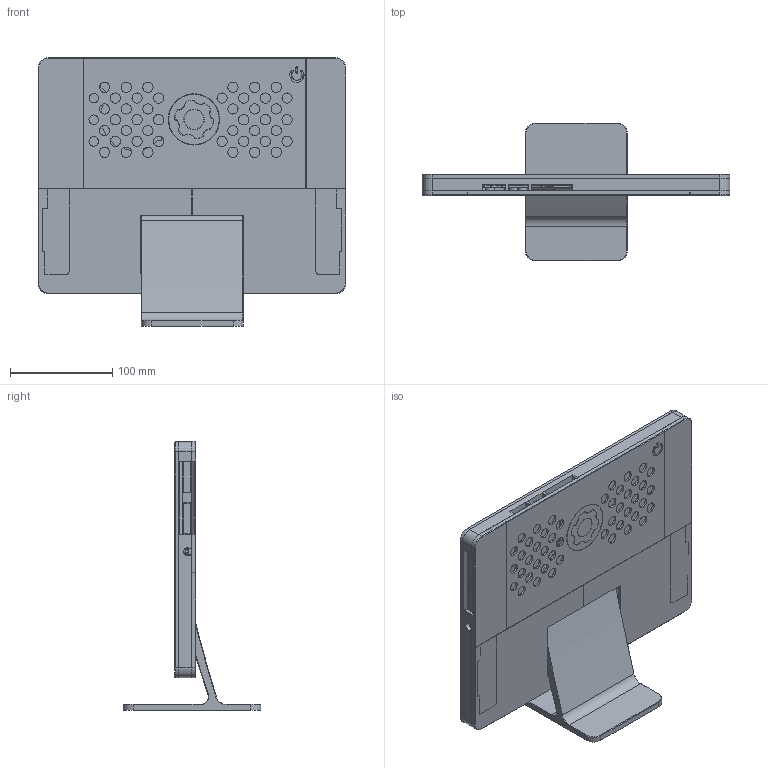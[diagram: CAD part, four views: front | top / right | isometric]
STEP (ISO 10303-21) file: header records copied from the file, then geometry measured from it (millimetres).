
FILE_DESCRIPTION(('HOOPS Exchange Step'),'2;1');
FILE_NAME('temp_export','2023-01-28T08:58:14-05:00',('mikearmstrong'),('Shapr3D Limited'),'HOOPS Exchange 2022.2','Shapr3D','Authorized');
FILE_SCHEMA( ('AUTOMOTIVE_DESIGN { 1 0 10303 214 1 1 1 1 }') );
Length unit declared in the file: millimetre
Products named in the file (11): Back Panels; Stand; Back Panel Magnets (1); Back Panel Magnets; Display Magnets; Magnets; Hinges; Expansion Cards; Speakers; Tablet; root
Assembly tree (10 placements, depth 4):
  root
    Back Panels
    Stand
    Tablet
      Magnets
        Back Panel Magnets (1)
        Back Panel Magnets
        Display Magnets
      Hinges
      Expansion Cards
      Speakers
Bounding box: 301.17 x 135 x 262.94 mm (x, y, z)
Volume: 835950.4 mm3; surface area: 605692.6 mm2
Topology: 65 solids, 65 shells, 1751 faces, 4750 edges, 3221 vertices
Faces by surface type: plane 1043, cylinder 629, cone 31, torus 28, bspline 19, extrusion 1
Full cylindrical faces by diameter (mm): 0.2 x1, 1.1 x1, 1.6 x1, 1.9 x1, 2 x1, 2.1 x1, 2.2 x1, 2.4 x2, 2.5 x1, 2.6 x1, 2.8 x2, 2.9 x2, 3 x4, 3.25 x1, 3.3 x2, 3.45 x6, 3.6 x2, 4.4 x1, 4.5 x14, 4.9 x1, 6 x47, 6.05 x26, 6.1 x18, 6.2 x1, 8 x3, 8.8 x16, 9 x1, 9.4 x2, 10 x44, 19.4 x1
Entity records: 64314 total; most frequent: CARTESIAN_POINT 17759, DIRECTION 9807, ORIENTED_EDGE 9492, EDGE_CURVE 4746, AXIS2_PLACEMENT_3D 3401, VERTEX_POINT 3221, VECTOR 3005, LINE 3004
